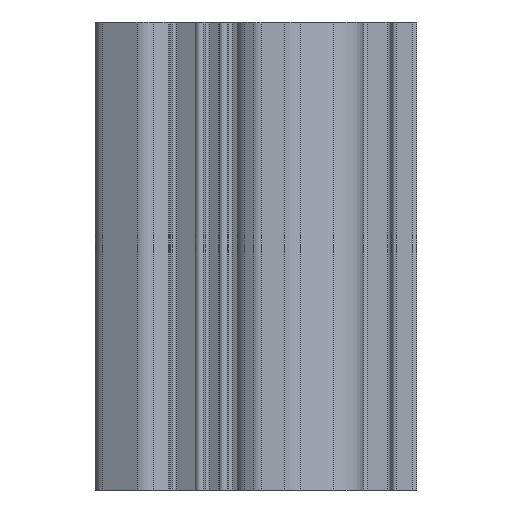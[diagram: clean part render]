
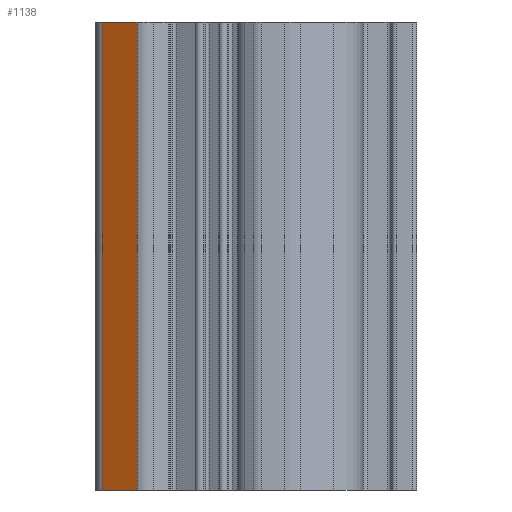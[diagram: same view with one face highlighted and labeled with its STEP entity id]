
A CAD part, left-side view. The second image highlights one B-rep face of the part: STEP entity #1138.
In plain terms, the highlighted planar face has unit normal (-0.866, 0.5, 0).
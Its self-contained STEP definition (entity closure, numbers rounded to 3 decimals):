
#1138=ADVANCED_FACE('',(#2602),#2604,.T.);
#2602=FACE_BOUND('',#2603,.T.);
#2603=EDGE_LOOP('',(#3918,#3919,#3920,#3921));
#2604=PLANE('',#2605);
#2605=AXIS2_PLACEMENT_3D('',#2606,#2607,#2608);
#2606=CARTESIAN_POINT('',(-55.344,18.2,0.));
#2607=DIRECTION('',(-0.866,0.5,0.));
#2608=DIRECTION('',(-0.5,-0.866,0.));
#3918=ORIENTED_EDGE('',*,*,#4306,.T.);
#3919=ORIENTED_EDGE('',*,*,#4678,.T.);
#3920=ORIENTED_EDGE('',*,*,#4443,.F.);
#3921=ORIENTED_EDGE('',*,*,#4679,.F.);
#4306=EDGE_CURVE('',#4979,#4977,#4980,.T.);
#4443=EDGE_CURVE('',#5251,#5253,#5254,.T.);
#4678=EDGE_CURVE('',#4977,#5253,#5606,.T.);
#4679=EDGE_CURVE('',#4979,#5251,#5607,.T.);
#4977=VERTEX_POINT('',#6188);
#4979=VERTEX_POINT('',#6193);
#4980=LINE('',#6194,#6195);
#5251=VERTEX_POINT('',#6798);
#5253=VERTEX_POINT('',#6803);
#5254=LINE('',#6804,#6805);
#5606=LINE('',#7682,#7683);
#5607=LINE('',#7685,#7686);
#6188=CARTESIAN_POINT('',(-56.674,15.895,0.));
#6193=CARTESIAN_POINT('',(-55.344,18.2,0.));
#6194=CARTESIAN_POINT('',(-55.344,18.2,0.));
#6195=VECTOR('',#6196,1.);
#6196=DIRECTION('',(-0.5,-0.866,0.));
#6798=CARTESIAN_POINT('',(-55.344,18.2,31.25));
#6803=CARTESIAN_POINT('',(-56.674,15.895,31.25));
#6804=CARTESIAN_POINT('',(-55.344,18.2,31.25));
#6805=VECTOR('',#6806,1.);
#6806=DIRECTION('',(-0.5,-0.866,0.));
#7682=CARTESIAN_POINT('',(-56.674,15.895,0.));
#7683=VECTOR('',#7684,1.);
#7684=DIRECTION('',(0.,0.,1.));
#7685=CARTESIAN_POINT('',(-55.344,18.2,0.));
#7686=VECTOR('',#7687,1.);
#7687=DIRECTION('',(0.,0.,1.));
